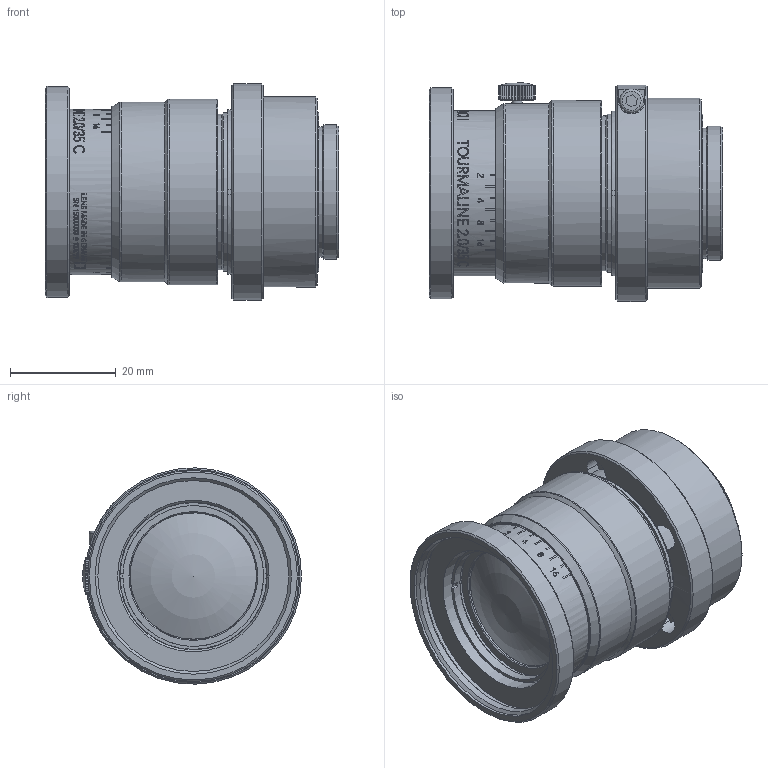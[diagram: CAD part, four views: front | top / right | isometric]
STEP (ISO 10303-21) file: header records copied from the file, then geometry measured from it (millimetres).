
FILE_DESCRIPTION(/* description */ (''),/* implementation_level */ '2;1');
FILE_NAME(/* name */ '1006219_00165600_001.stp',/* time_stamp */ '2021-10-26T07:49:57+02:00',/* author */ (''),/* organization */ (''),/* preprocessor_version */ 'ST-DEVELOPER v16',/* originating_system */ 'SIEMENS PLM Software NX 10.0',/* authorisation */ '');
FILE_SCHEMA (('AP203_CONFIGURATION_CONTROLLED_3D_DESIGN_OF_MECHANICAL_PARTS_AND_ASSEMBLIES_MIM_LF { 1 0 10303 403 2 1 2}'));
Length unit declared in the file: millimetre
Products named in the file (1): Froe5C1C1C30kk72
Bounding box: 55.55 x 41.5 x 40.99 mm (x, y, z)
Volume: 39558.8 mm3; surface area: 15449 mm2
Topology: 1 solids, 2 shells, 436 faces, 1522 edges, 1212 vertices
Faces by surface type: cylinder 216, plane 187, cone 29, sphere 3, torus 1
Full cylindrical faces by diameter (mm): 2 x1, 2.05 x1, 2.5 x1, 2.8 x1, 4.5 x1, 22.9 x1, 23 x1, 23.7 x1, 24 x1, 24.5 x1, 24.7 x1, 24.8 x1, 25.4 x1, 26.4 x1, 26.7 x1, 27.5 x1, 27.8 x1, 27.96 x1, 28.7 x1, 29.4 x1, 29.46 x1, 30 x2, 30.16 x1, 31.181 x1, 31.227 x1, 31.3 x2, 32 x1, 33.988 x1, 34 x1, 35.182 x1
Entity records: 18680 total; most frequent: CARTESIAN_POINT 6775, ORIENTED_EDGE 2837, DIRECTION 1760, EDGE_CURVE 1433, VERTEX_POINT 1189, B_SPLINE_CURVE_WITH_KNOTS 805, AXIS2_PLACEMENT_3D 733, EDGE_LOOP 645
